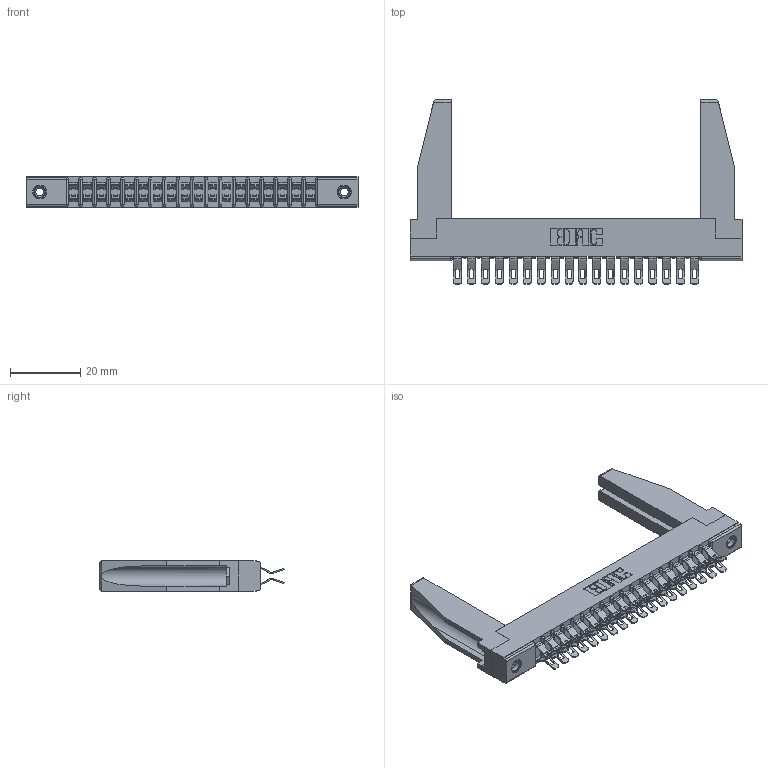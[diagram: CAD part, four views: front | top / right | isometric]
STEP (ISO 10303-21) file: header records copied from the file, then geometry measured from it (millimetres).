
FILE_DESCRIPTION (( 'STEP AP203' ), '1' );
FILE_NAME ('357-036-555-278.STEP', '2019-09-18T03:32:23', ( '' ), ( '' ), 'SwSTEP 2.0', 'SolidWorks 2016', '' );
FILE_SCHEMA (( 'CONFIG_CONTROL_DESIGN' ));
Length unit declared in the file: inch
Products named in the file (5): 345-250-001_345-250-001-102; 307-290-001_555; 307-220-078; 357-036-555-278; 307 Part_.156 Dia Mounting Holes
Assembly tree (41 placements, depth 2):
  357-036-555-278
    307 Part_.156 Dia Mounting Holes
    307-290-001_555  x36
    307-220-078  x2
    345-250-001_345-250-001-102  x2
Bounding box: 94.34 x 52.45 x 8.71 mm (x, y, z)
Volume: 10271.6 mm3; surface area: 15296.8 mm2
Topology: 41 solids, 41 shells, 2463 faces, 7169 edges, 4670 vertices
Faces by surface type: plane 1378, cylinder 1031, sphere 38, cone 12, torus 4
Entity records: 21942 total; most frequent: CARTESIAN_POINT 3612, ORIENTED_EDGE 3538, DIRECTION 3509, EDGE_CURVE 1769, LINE 1339, VECTOR 1339, VERTEX_POINT 1146, AXIS2_PLACEMENT_3D 1085
